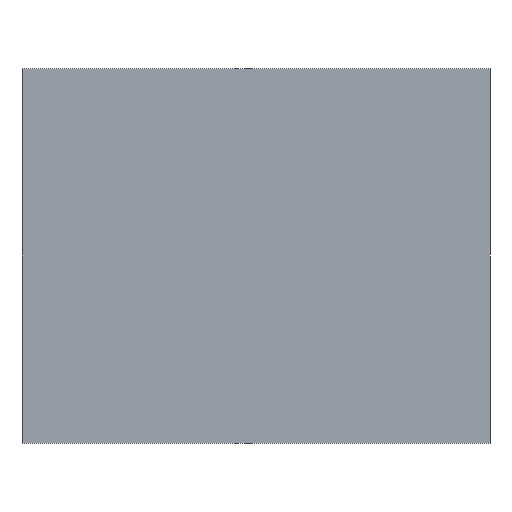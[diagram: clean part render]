
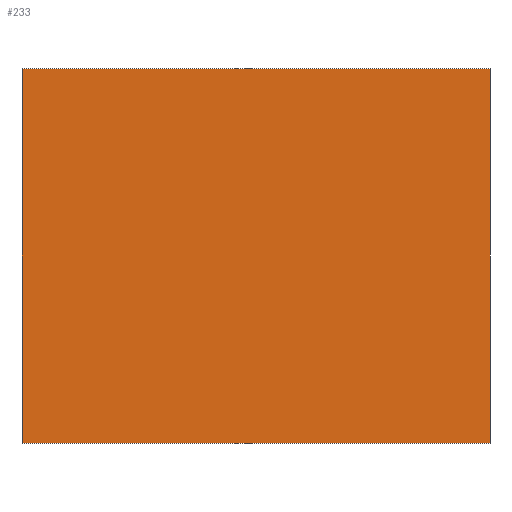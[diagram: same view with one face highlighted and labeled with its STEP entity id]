
A CAD part, left-side view. The second image highlights one B-rep face of the part: STEP entity #233.
In plain terms, the highlighted planar face has unit normal (-1, 0, 0).
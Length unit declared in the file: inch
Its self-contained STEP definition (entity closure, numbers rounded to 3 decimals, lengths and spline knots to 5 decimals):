
#9 = PLANE ( 'NONE',  #152 ) ;
#11 = VECTOR ( 'NONE', #230, 39.37008 ) ;
#21 = CARTESIAN_POINT ( 'NONE',  ( 0., -1.9685, 1.5748 ) ) ;
#27 = DIRECTION ( 'NONE',  ( -1., 0., 0. ) ) ;
#40 = VERTEX_POINT ( 'NONE', #157 ) ;
#42 = ORIENTED_EDGE ( 'NONE', *, *, #52, .F. ) ;
#45 = DIRECTION ( 'NONE',  ( 0., 1., 0. ) ) ;
#52 = EDGE_CURVE ( 'NONE', #40, #88, #228, .T. ) ;
#56 = VECTOR ( 'NONE', #45, 39.37008 ) ;
#65 = CARTESIAN_POINT ( 'NONE',  ( 0., -1.9685, -1.5748 ) ) ;
#66 = CARTESIAN_POINT ( 'NONE',  ( 0., 1.9685, -1.5748 ) ) ;
#74 = EDGE_LOOP ( 'NONE', ( #92, #148, #169, #42 ) ) ;
#88 = VERTEX_POINT ( 'NONE', #134 ) ;
#92 = ORIENTED_EDGE ( 'NONE', *, *, #214, .F. ) ;
#95 = VECTOR ( 'NONE', #223, 39.37008 ) ;
#104 = EDGE_CURVE ( 'NONE', #126, #111, #137, .T. ) ;
#108 = CARTESIAN_POINT ( 'NONE',  ( 0., -1.9685, -1.5748 ) ) ;
#111 = VERTEX_POINT ( 'NONE', #66 ) ;
#120 = VECTOR ( 'NONE', #203, 39.37008 ) ;
#126 = VERTEX_POINT ( 'NONE', #65 ) ;
#134 = CARTESIAN_POINT ( 'NONE',  ( 0., -1.9685, 1.5748 ) ) ;
#137 = LINE ( 'NONE', #209, #56 ) ;
#142 = LINE ( 'NONE', #108, #120 ) ;
#148 = ORIENTED_EDGE ( 'NONE', *, *, #104, .F. ) ;
#152 = AXIS2_PLACEMENT_3D ( 'NONE', #163, #27, #184 ) ;
#157 = CARTESIAN_POINT ( 'NONE',  ( 0., 1.9685, 1.5748 ) ) ;
#158 = FACE_OUTER_BOUND ( 'NONE', #74, .T. ) ;
#163 = CARTESIAN_POINT ( 'NONE',  ( 0., 0., 0. ) ) ;
#169 = ORIENTED_EDGE ( 'NONE', *, *, #208, .F. ) ;
#184 = DIRECTION ( 'NONE',  ( 0., 0., 1. ) ) ;
#203 = DIRECTION ( 'NONE',  ( 0., 0., -1. ) ) ;
#208 = EDGE_CURVE ( 'NONE', #88, #126, #142, .T. ) ;
#209 = CARTESIAN_POINT ( 'NONE',  ( 0., -1.9685, -1.5748 ) ) ;
#212 = CARTESIAN_POINT ( 'NONE',  ( 0., 1.9685, -1.5748 ) ) ;
#214 = EDGE_CURVE ( 'NONE', #111, #40, #229, .T. ) ;
#223 = DIRECTION ( 'NONE',  ( 0., -1., 0. ) ) ;
#228 = LINE ( 'NONE', #21, #95 ) ;
#229 = LINE ( 'NONE', #212, #11 ) ;
#230 = DIRECTION ( 'NONE',  ( 0., 0., 1. ) ) ;
#233 = ADVANCED_FACE ( 'NONE', ( #158 ), #9, .T. ) ;
